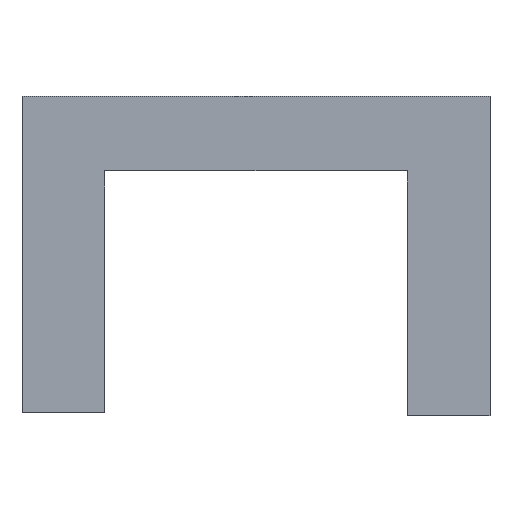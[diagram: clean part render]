
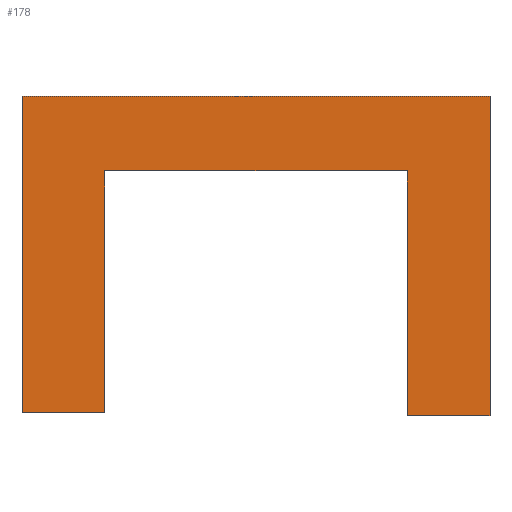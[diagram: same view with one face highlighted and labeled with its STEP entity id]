
A CAD part, front view. The second image highlights one B-rep face of the part: STEP entity #178.
In plain terms, the highlighted planar face has unit normal (0, -1, 0).
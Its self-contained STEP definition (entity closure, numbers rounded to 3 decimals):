
#12=ORIENTED_EDGE('',*,*,#60,.T.);
#13=ORIENTED_EDGE('',*,*,#61,.T.);
#14=ORIENTED_EDGE('',*,*,#62,.T.);
#15=ORIENTED_EDGE('',*,*,#63,.T.);
#16=ORIENTED_EDGE('',*,*,#64,.T.);
#17=ORIENTED_EDGE('',*,*,#65,.T.);
#18=ORIENTED_EDGE('',*,*,#66,.T.);
#19=ORIENTED_EDGE('',*,*,#67,.T.);
#60=EDGE_CURVE('',#84,#85,#100,.T.);
#61=EDGE_CURVE('',#85,#86,#101,.T.);
#62=EDGE_CURVE('',#86,#87,#102,.T.);
#63=EDGE_CURVE('',#87,#88,#103,.T.);
#64=EDGE_CURVE('',#88,#89,#104,.T.);
#65=EDGE_CURVE('',#89,#90,#105,.T.);
#66=EDGE_CURVE('',#90,#91,#106,.T.);
#67=EDGE_CURVE('',#91,#84,#107,.T.);
#84=VERTEX_POINT('',#260);
#85=VERTEX_POINT('',#261);
#86=VERTEX_POINT('',#263);
#87=VERTEX_POINT('',#265);
#88=VERTEX_POINT('',#267);
#89=VERTEX_POINT('',#269);
#90=VERTEX_POINT('',#271);
#91=VERTEX_POINT('',#273);
#100=LINE('',#259,#124);
#101=LINE('',#262,#125);
#102=LINE('',#264,#126);
#103=LINE('',#266,#127);
#104=LINE('',#268,#128);
#105=LINE('',#270,#129);
#106=LINE('',#272,#130);
#107=LINE('',#274,#131);
#124=VECTOR('',#215,1000.);
#125=VECTOR('',#216,1000.);
#126=VECTOR('',#217,1000.);
#127=VECTOR('',#218,1000.);
#128=VECTOR('',#219,1000.);
#129=VECTOR('',#220,1000.);
#130=VECTOR('',#221,1000.);
#131=VECTOR('',#222,1000.);
#148=EDGE_LOOP('',(#12,#13,#14,#15,#16,#17,#18,#19));
#158=FACE_BOUND('',#148,.T.);
#168=PLANE('',#201);
#178=ADVANCED_FACE('',(#158),#168,.T.);
#201=AXIS2_PLACEMENT_3D('',#258,#213,#214);
#213=DIRECTION('',(0.,-1.,0.));
#214=DIRECTION('',(-1.,0.,0.));
#215=DIRECTION('',(0.,0.,1.));
#216=DIRECTION('',(1.,0.,0.));
#217=DIRECTION('',(0.,0.,-1.));
#218=DIRECTION('',(1.,0.,0.));
#219=DIRECTION('',(0.,0.,1.));
#220=DIRECTION('',(-1.,0.,0.));
#221=DIRECTION('',(0.,0.,-1.));
#222=DIRECTION('',(1.,0.,0.));
#258=CARTESIAN_POINT('',(17.152,-0.01,5.48));
#259=CARTESIAN_POINT('',(17.152,-0.01,5.48));
#260=CARTESIAN_POINT('',(17.152,-0.01,5.48));
#261=CARTESIAN_POINT('',(17.152,-0.01,6.301));
#262=CARTESIAN_POINT('',(17.152,-0.01,6.301));
#263=CARTESIAN_POINT('',(18.179,-0.01,6.301));
#264=CARTESIAN_POINT('',(18.179,-0.01,6.301));
#265=CARTESIAN_POINT('',(18.179,-0.01,5.468));
#266=CARTESIAN_POINT('',(18.179,-0.01,5.468));
#267=CARTESIAN_POINT('',(18.461,-0.01,5.468));
#268=CARTESIAN_POINT('',(18.461,-0.01,5.468));
#269=CARTESIAN_POINT('',(18.461,-0.01,6.555));
#270=CARTESIAN_POINT('',(18.461,-0.01,6.555));
#271=CARTESIAN_POINT('',(16.871,-0.01,6.555));
#272=CARTESIAN_POINT('',(16.871,-0.01,6.555));
#273=CARTESIAN_POINT('',(16.871,-0.01,5.48));
#274=CARTESIAN_POINT('',(16.871,-0.01,5.48));
